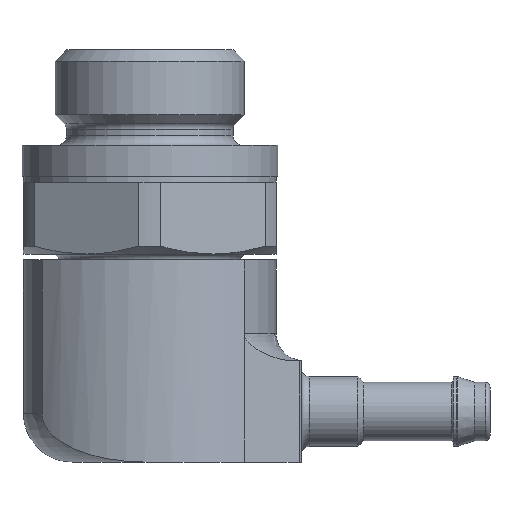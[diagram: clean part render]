
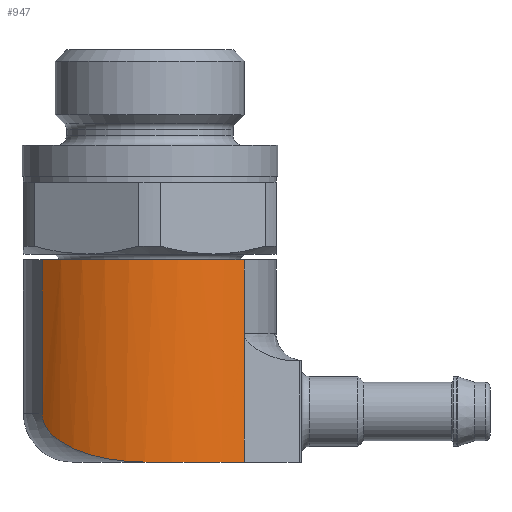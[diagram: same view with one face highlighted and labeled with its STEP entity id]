
A CAD part, front view. The second image highlights one B-rep face of the part: STEP entity #947.
In plain terms, the highlighted cylindrical face has radius 8 mm (diameter 16 mm), a partial arc.
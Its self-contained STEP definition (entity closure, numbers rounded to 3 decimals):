
#78=LINE('',#1645,#119);
#79=LINE('',#1652,#120);
#80=LINE('',#1656,#121);
#119=VECTOR('',#1257,1000.);
#120=VECTOR('',#1258,1000.);
#121=VECTOR('',#1261,1000.);
#161=B_SPLINE_CURVE_WITH_KNOTS('',3,(#1632,#1633,#1634,#1635,#1636,#1637,
#1638,#1639,#1640),.UNSPECIFIED.,.F.,.F.,(4,1,1,1,1,1,4),(0.006,
0.008,0.009,0.01,0.011,
0.012,0.013),.UNSPECIFIED.);
#162=B_SPLINE_CURVE_WITH_KNOTS('',3,(#1647,#1648,#1649,#1650),
 .UNSPECIFIED.,.F.,.F.,(4,4),(0.,0.),
 .UNSPECIFIED.);
#237=ORIENTED_EDGE('',*,*,#484,.F.);
#238=ORIENTED_EDGE('',*,*,#485,.T.);
#239=ORIENTED_EDGE('',*,*,#486,.F.);
#240=ORIENTED_EDGE('',*,*,#487,.T.);
#241=ORIENTED_EDGE('',*,*,#488,.T.);
#242=ORIENTED_EDGE('',*,*,#489,.F.);
#243=ORIENTED_EDGE('',*,*,#490,.T.);
#484=EDGE_CURVE('',#595,#596,#161,.T.);
#485=EDGE_CURVE('',#595,#597,#667,.T.);
#486=EDGE_CURVE('',#598,#597,#78,.T.);
#487=EDGE_CURVE('',#598,#599,#162,.T.);
#488=EDGE_CURVE('',#599,#600,#79,.T.);
#489=EDGE_CURVE('',#601,#600,#668,.T.);
#490=EDGE_CURVE('',#601,#596,#80,.T.);
#595=VERTEX_POINT('',#1641);
#596=VERTEX_POINT('',#1642);
#597=VERTEX_POINT('',#1644);
#598=VERTEX_POINT('',#1646);
#599=VERTEX_POINT('',#1651);
#600=VERTEX_POINT('',#1653);
#601=VERTEX_POINT('',#1655);
#667=CIRCLE('',#1053,8.);
#668=CIRCLE('',#1054,8.);
#728=EDGE_LOOP('',(#237,#238,#239,#240,#241,#242,#243));
#827=FACE_BOUND('',#728,.T.);
#915=CYLINDRICAL_SURFACE('',#1052,8.);
#947=ADVANCED_FACE('',(#827),#915,.T.);
#1052=AXIS2_PLACEMENT_3D('',#1631,#1253,#1254);
#1053=AXIS2_PLACEMENT_3D('',#1643,#1255,#1256);
#1054=AXIS2_PLACEMENT_3D('',#1654,#1259,#1260);
#1253=DIRECTION('',(0.,0.,-1.));
#1254=DIRECTION('',(-1.,0.,0.));
#1255=DIRECTION('',(0.,0.,1.));
#1256=DIRECTION('',(1.,0.,0.));
#1257=DIRECTION('',(0.,0.,-1.));
#1258=DIRECTION('',(0.,0.,1.));
#1259=DIRECTION('',(0.,0.,1.));
#1260=DIRECTION('',(1.,0.,0.));
#1261=DIRECTION('',(0.,0.,-1.));
#1631=CARTESIAN_POINT('',(0.,1.5,7.8));
#1632=CARTESIAN_POINT('',(-0.248,-6.496,-2.6));
#1633=CARTESIAN_POINT('',(-0.812,-6.479,-2.6));
#1634=CARTESIAN_POINT('',(-1.936,-6.323,-2.515));
#1635=CARTESIAN_POINT('',(-3.235,-5.852,-2.206));
#1636=CARTESIAN_POINT('',(-4.174,-5.34,-1.814));
#1637=CARTESIAN_POINT('',(-4.802,-4.913,-1.427));
#1638=CARTESIAN_POINT('',(-5.333,-4.473,-0.914));
#1639=CARTESIAN_POINT('',(-5.543,-4.268,-0.388));
#1640=CARTESIAN_POINT('',(-5.543,-4.268,-0.1));
#1641=CARTESIAN_POINT('',(-0.248,-6.496,-2.6));
#1642=CARTESIAN_POINT('',(-5.543,-4.268,-0.1));
#1643=CARTESIAN_POINT('',(0.,1.5,-2.6));
#1644=CARTESIAN_POINT('',(4.868,-4.848,-2.6));
#1645=CARTESIAN_POINT('',(4.868,-4.848,7.8));
#1646=CARTESIAN_POINT('',(4.868,-4.848,3.898));
#1647=CARTESIAN_POINT('',(4.868,-4.848,3.898));
#1648=CARTESIAN_POINT('',(4.861,-4.854,3.931));
#1649=CARTESIAN_POINT('',(4.857,-4.857,3.965));
#1650=CARTESIAN_POINT('',(4.857,-4.857,4.));
#1651=CARTESIAN_POINT('',(4.857,-4.857,4.));
#1652=CARTESIAN_POINT('',(4.857,-4.857,5.95));
#1653=CARTESIAN_POINT('',(4.857,-4.857,7.8));
#1654=CARTESIAN_POINT('',(0.,1.5,7.8));
#1655=CARTESIAN_POINT('',(-5.543,-4.268,7.8));
#1656=CARTESIAN_POINT('',(-5.543,-4.268,7.8));
